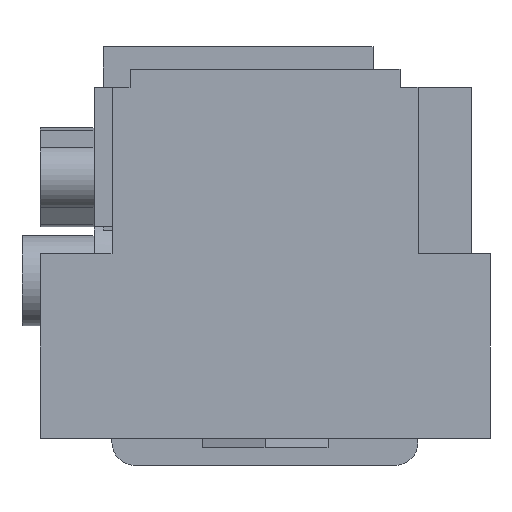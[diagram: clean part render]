
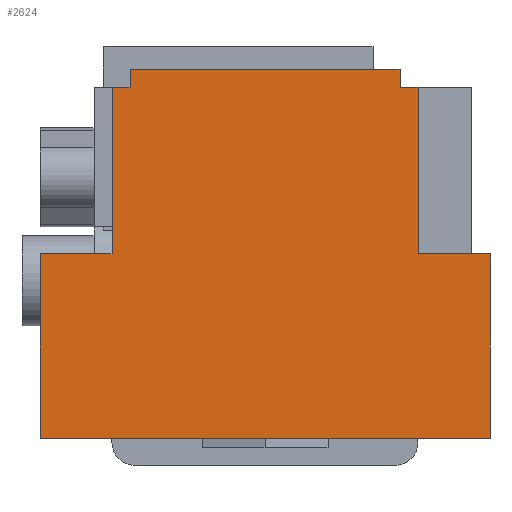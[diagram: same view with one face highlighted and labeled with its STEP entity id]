
A CAD part, front view. The second image highlights one B-rep face of the part: STEP entity #2624.
In plain terms, the highlighted planar face has unit normal (0, -1, 0).
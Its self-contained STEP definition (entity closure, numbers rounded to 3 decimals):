
#33 = CARTESIAN_POINT ( 'NONE',  ( -34., -55., 48. ) ) ;
#37 = CARTESIAN_POINT ( 'NONE',  ( 50., -55., 11. ) ) ;
#38 = VERTEX_POINT ( 'NONE', #2014 ) ;
#61 = EDGE_CURVE ( 'NONE', #164, #401, #1571, .T. ) ;
#63 = CARTESIAN_POINT ( 'NONE',  ( -50., -55., 11. ) ) ;
#120 = CARTESIAN_POINT ( 'NONE',  ( -34., -55., 48. ) ) ;
#121 = ORIENTED_EDGE ( 'NONE', *, *, #1916, .F. ) ;
#147 = FACE_OUTER_BOUND ( 'NONE', #2865, .T. ) ;
#160 = DIRECTION ( 'NONE',  ( 1., 0., 0. ) ) ;
#162 = DIRECTION ( 'NONE',  ( 1., 0., 0. ) ) ;
#164 = VERTEX_POINT ( 'NONE', #2804 ) ;
#176 = DIRECTION ( 'NONE',  ( 0., 0., 1. ) ) ;
#181 = EDGE_CURVE ( 'NONE', #1059, #2593, #874, .T. ) ;
#239 = ORIENTED_EDGE ( 'NONE', *, *, #546, .T. ) ;
#253 = CARTESIAN_POINT ( 'NONE',  ( 30., -55., 48. ) ) ;
#363 = CARTESIAN_POINT ( 'NONE',  ( -30., -55., 52. ) ) ;
#366 = VERTEX_POINT ( 'NONE', #2283 ) ;
#370 = DIRECTION ( 'NONE',  ( -1., 0., 0. ) ) ;
#385 = LINE ( 'NONE', #120, #2454 ) ;
#401 = VERTEX_POINT ( 'NONE', #2312 ) ;
#458 = VERTEX_POINT ( 'NONE', #580 ) ;
#498 = VECTOR ( 'NONE', #176, 1000. ) ;
#546 = EDGE_CURVE ( 'NONE', #38, #929, #385, .T. ) ;
#580 = CARTESIAN_POINT ( 'NONE',  ( -34., -55., 11. ) ) ;
#592 = VECTOR ( 'NONE', #609, 1000. ) ;
#606 = DIRECTION ( 'NONE',  ( 1., 0., 0. ) ) ;
#609 = DIRECTION ( 'NONE',  ( 0., 0., 1. ) ) ;
#650 = VECTOR ( 'NONE', #2925, 1000. ) ;
#761 = LINE ( 'NONE', #1199, #2127 ) ;
#874 = LINE ( 'NONE', #1860, #592 ) ;
#911 = LINE ( 'NONE', #1622, #498 ) ;
#929 = VERTEX_POINT ( 'NONE', #253 ) ;
#932 = LINE ( 'NONE', #2416, #2484 ) ;
#984 = ORIENTED_EDGE ( 'NONE', *, *, #1565, .F. ) ;
#1020 = DIRECTION ( 'NONE',  ( -1., 0., 0. ) ) ;
#1059 = VERTEX_POINT ( 'NONE', #1425 ) ;
#1112 = PLANE ( 'NONE',  #2286 ) ;
#1143 = CARTESIAN_POINT ( 'NONE',  ( 34., -55., 117.051 ) ) ;
#1180 = LINE ( 'NONE', #2671, #2537 ) ;
#1199 = CARTESIAN_POINT ( 'NONE',  ( 30., -55., 6. ) ) ;
#1203 = ORIENTED_EDGE ( 'NONE', *, *, #2241, .T. ) ;
#1245 = LINE ( 'NONE', #1990, #650 ) ;
#1276 = ORIENTED_EDGE ( 'NONE', *, *, #181, .F. ) ;
#1346 = ORIENTED_EDGE ( 'NONE', *, *, #2281, .T. ) ;
#1389 = CARTESIAN_POINT ( 'NONE',  ( 50., -55., -30. ) ) ;
#1425 = CARTESIAN_POINT ( 'NONE',  ( -50., -55., -30. ) ) ;
#1434 = DIRECTION ( 'NONE',  ( 0., 0., 1. ) ) ;
#1529 = VERTEX_POINT ( 'NONE', #37 ) ;
#1538 = CARTESIAN_POINT ( 'NONE',  ( -50., -55., 11. ) ) ;
#1559 = VERTEX_POINT ( 'NONE', #1389 ) ;
#1562 = VECTOR ( 'NONE', #1020, 1000. ) ;
#1565 = EDGE_CURVE ( 'NONE', #38, #366, #2361, .T. ) ;
#1571 = LINE ( 'NONE', #33, #1562 ) ;
#1587 = LINE ( 'NONE', #2044, #1975 ) ;
#1622 = CARTESIAN_POINT ( 'NONE',  ( -30., -55., 6. ) ) ;
#1628 = ORIENTED_EDGE ( 'NONE', *, *, #1721, .F. ) ;
#1640 = EDGE_CURVE ( 'NONE', #929, #2931, #761, .T. ) ;
#1721 = EDGE_CURVE ( 'NONE', #366, #1529, #2059, .T. ) ;
#1727 = VECTOR ( 'NONE', #2888, 1000. ) ;
#1742 = EDGE_CURVE ( 'NONE', #1559, #1529, #1587, .T. ) ;
#1783 = VERTEX_POINT ( 'NONE', #363 ) ;
#1786 = ORIENTED_EDGE ( 'NONE', *, *, #1640, .T. ) ;
#1856 = LINE ( 'NONE', #2324, #3013 ) ;
#1860 = CARTESIAN_POINT ( 'NONE',  ( -50., -55., -30. ) ) ;
#1913 = DIRECTION ( 'NONE',  ( 0., 0., -1. ) ) ;
#1916 = EDGE_CURVE ( 'NONE', #2593, #458, #1856, .T. ) ;
#1975 = VECTOR ( 'NONE', #2009, 1000. ) ;
#1990 = CARTESIAN_POINT ( 'NONE',  ( -30., -55., 52. ) ) ;
#2009 = DIRECTION ( 'NONE',  ( 0., 0., 1. ) ) ;
#2014 = CARTESIAN_POINT ( 'NONE',  ( 34., -55., 48. ) ) ;
#2036 = ORIENTED_EDGE ( 'NONE', *, *, #1742, .T. ) ;
#2044 = CARTESIAN_POINT ( 'NONE',  ( 50., -55., -30. ) ) ;
#2050 = CARTESIAN_POINT ( 'NONE',  ( 30., -55., 52. ) ) ;
#2059 = LINE ( 'NONE', #63, #3057 ) ;
#2127 = VECTOR ( 'NONE', #1434, 1000. ) ;
#2241 = EDGE_CURVE ( 'NONE', #401, #458, #932, .T. ) ;
#2281 = EDGE_CURVE ( 'NONE', #1059, #1559, #1180, .T. ) ;
#2283 = CARTESIAN_POINT ( 'NONE',  ( 34., -55., 11. ) ) ;
#2286 = AXIS2_PLACEMENT_3D ( 'NONE', #2587, #2346, #162 ) ;
#2312 = CARTESIAN_POINT ( 'NONE',  ( -34., -55., 48. ) ) ;
#2324 = CARTESIAN_POINT ( 'NONE',  ( -50., -55., 11. ) ) ;
#2326 = EDGE_CURVE ( 'NONE', #1783, #2931, #1245, .T. ) ;
#2346 = DIRECTION ( 'NONE',  ( 0., -1., 0. ) ) ;
#2361 = LINE ( 'NONE', #1143, #1727 ) ;
#2416 = CARTESIAN_POINT ( 'NONE',  ( -34., -55., 117.051 ) ) ;
#2425 = ORIENTED_EDGE ( 'NONE', *, *, #61, .T. ) ;
#2445 = DIRECTION ( 'NONE',  ( 1., 0., 0. ) ) ;
#2454 = VECTOR ( 'NONE', #370, 1000. ) ;
#2484 = VECTOR ( 'NONE', #1913, 1000. ) ;
#2537 = VECTOR ( 'NONE', #2445, 1000. ) ;
#2587 = CARTESIAN_POINT ( 'NONE',  ( -50., -55., -30. ) ) ;
#2593 = VERTEX_POINT ( 'NONE', #1538 ) ;
#2619 = ORIENTED_EDGE ( 'NONE', *, *, #2326, .F. ) ;
#2624 = ADVANCED_FACE ( 'NONE', ( #147 ), #1112, .T. ) ;
#2671 = CARTESIAN_POINT ( 'NONE',  ( -50., -55., -30. ) ) ;
#2804 = CARTESIAN_POINT ( 'NONE',  ( -30., -55., 48. ) ) ;
#2865 = EDGE_LOOP ( 'NONE', ( #1628, #984, #239, #1786, #2619, #2914, #2425, #1203, #121, #1276, #1346, #2036 ) ) ;
#2888 = DIRECTION ( 'NONE',  ( 0., 0., -1. ) ) ;
#2914 = ORIENTED_EDGE ( 'NONE', *, *, #3083, .F. ) ;
#2925 = DIRECTION ( 'NONE',  ( 1., 0., 0. ) ) ;
#2931 = VERTEX_POINT ( 'NONE', #2050 ) ;
#3013 = VECTOR ( 'NONE', #160, 1000. ) ;
#3057 = VECTOR ( 'NONE', #606, 1000. ) ;
#3083 = EDGE_CURVE ( 'NONE', #164, #1783, #911, .T. ) ;
